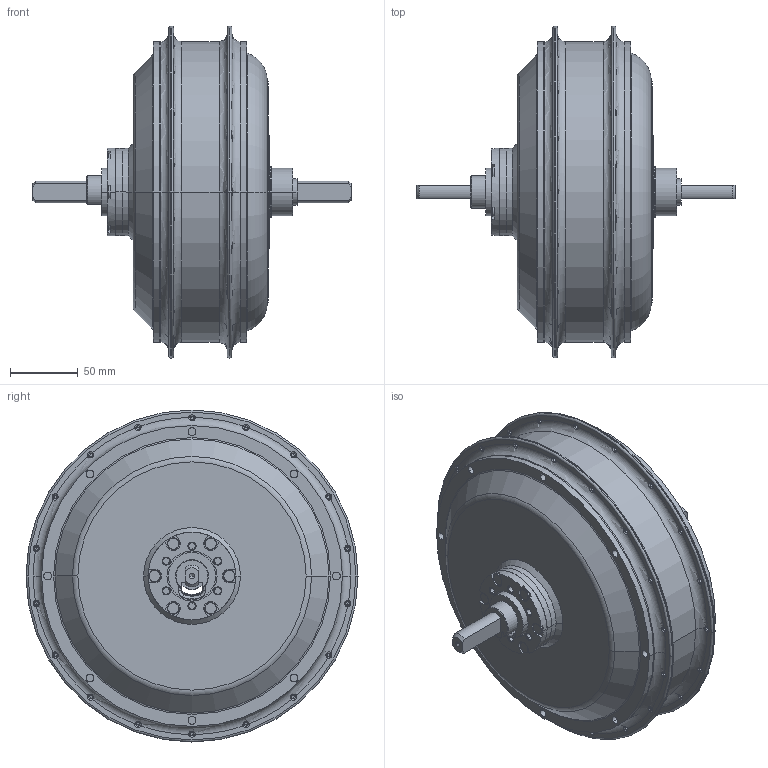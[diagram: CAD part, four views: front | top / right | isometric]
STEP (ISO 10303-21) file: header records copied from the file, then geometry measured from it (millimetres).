
FILE_DESCRIPTION((''),'2;1');
FILE_NAME('CROMOTOR-V3_ASM','2014-01-11T',('user'),(''),'PRO/ENGINEER BY PARAMETRIC TECHNOLOGY CORPORATION, 2009440','PRO/ENGINEER BY PARAMETRIC TECHNOLOGY CORPORATION, 2009440','');
FILE_SCHEMA(('CONFIG_CONTROL_DESIGN'));
Length unit declared in the file: millimetre
Products named in the file (1): CROMOTOR-V3_ASM
Bounding box: 235 x 245 x 245 mm (x, y, z)
Surface area: 215646.8 mm2 (no closed solid volume)
Topology: 0 solids, 30 shells, 692 faces, 1808 edges, 1088 vertices
Faces by surface type: bspline 218, cylinder 213, torus 143, plane 84, cone 34
Entity records: 31034 total; most frequent: CARTESIAN_POINT 15710, ORIENTED_EDGE 3492, DIRECTION 2829, EDGE_CURVE 1804, AXIS2_PLACEMENT_3D 1255, VERTEX_POINT 1088, CIRCLE 781, EDGE_LOOP 746
